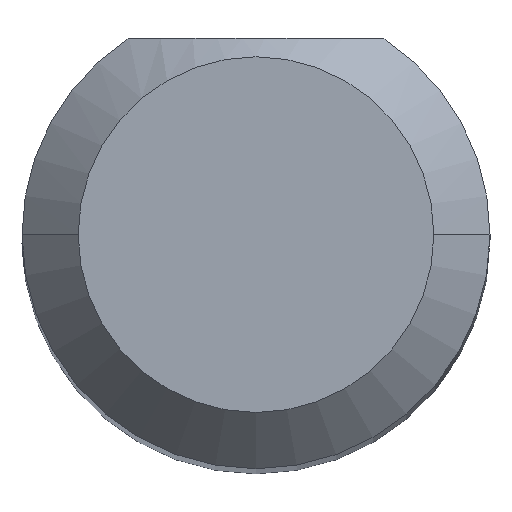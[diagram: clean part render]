
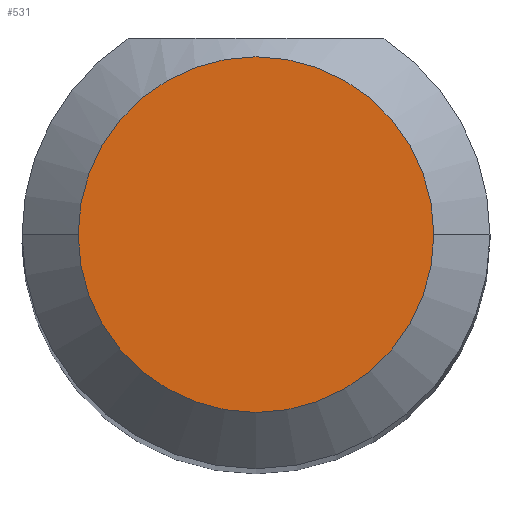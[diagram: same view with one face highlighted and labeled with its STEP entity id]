
A CAD part, top view. The second image highlights one B-rep face of the part: STEP entity #531.
In plain terms, the highlighted planar face has unit normal (0, 0, 1).
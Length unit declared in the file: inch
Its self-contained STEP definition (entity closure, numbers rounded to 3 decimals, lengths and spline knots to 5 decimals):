
#7 = FACE_OUTER_BOUND ( 'NONE', #116, .T. ) ;
#45 = VERTEX_POINT ( 'NONE', #93 ) ;
#80 = CIRCLE ( 'NONE', #203, 0.0475 ) ;
#86 = ORIENTED_EDGE ( 'NONE', *, *, #226, .F. ) ;
#91 = AXIS2_PLACEMENT_3D ( 'NONE', #435, #351, #474 ) ;
#93 = CARTESIAN_POINT ( 'NONE',  ( 0.2975, 0., 1.5 ) ) ;
#116 = EDGE_LOOP ( 'NONE', ( #86, #344 ) ) ;
#180 = PLANE ( 'NONE',  #91 ) ;
#190 = CIRCLE ( 'NONE', #340, 0.0475 ) ;
#203 = AXIS2_PLACEMENT_3D ( 'NONE', #444, #276, #530 ) ;
#226 = EDGE_CURVE ( 'NONE', #45, #548, #80, .T. ) ;
#242 = DIRECTION ( 'NONE',  ( -1., 0., 0. ) ) ;
#276 = DIRECTION ( 'NONE',  ( 0., 0., -1. ) ) ;
#291 = CARTESIAN_POINT ( 'NONE',  ( 0.25, 0., 1.5 ) ) ;
#305 = EDGE_CURVE ( 'NONE', #548, #45, #190, .T. ) ;
#340 = AXIS2_PLACEMENT_3D ( 'NONE', #291, #464, #242 ) ;
#344 = ORIENTED_EDGE ( 'NONE', *, *, #305, .F. ) ;
#351 = DIRECTION ( 'NONE',  ( 0., 0., 1. ) ) ;
#435 = CARTESIAN_POINT ( 'NONE',  ( 0.25, 0., 1.5 ) ) ;
#444 = CARTESIAN_POINT ( 'NONE',  ( 0.25, 0., 1.5 ) ) ;
#464 = DIRECTION ( 'NONE',  ( 0., 0., -1. ) ) ;
#474 = DIRECTION ( 'NONE',  ( -1., 0., 0. ) ) ;
#530 = DIRECTION ( 'NONE',  ( -1., 0., 0. ) ) ;
#531 = ADVANCED_FACE ( 'NONE', ( #7 ), #180, .T. ) ;
#548 = VERTEX_POINT ( 'NONE', #566 ) ;
#566 = CARTESIAN_POINT ( 'NONE',  ( 0.2025, 0., 1.5 ) ) ;
